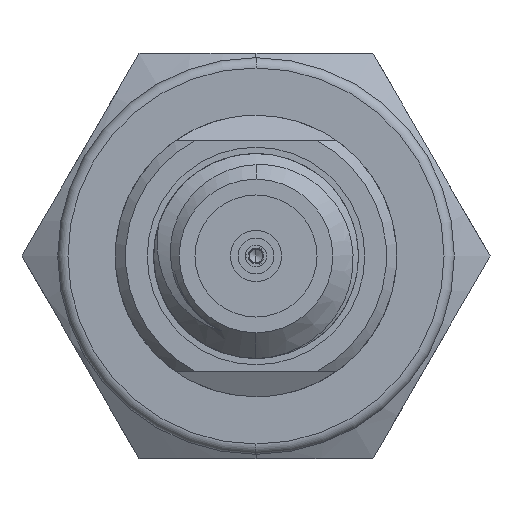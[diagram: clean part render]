
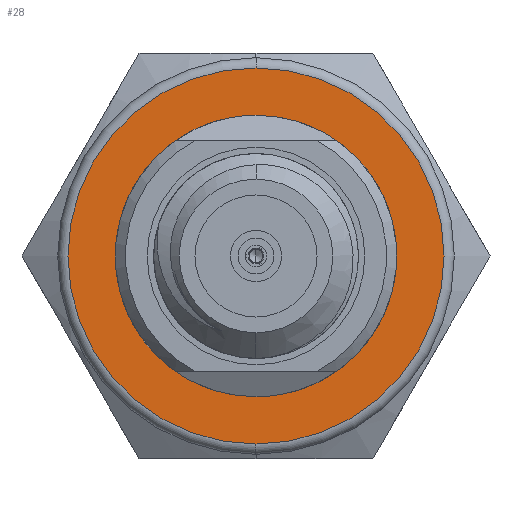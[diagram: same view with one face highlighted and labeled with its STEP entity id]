
A CAD part, left-side view. The second image highlights one B-rep face of the part: STEP entity #28.
In plain terms, the highlighted planar face has unit normal (-1, 0, 0).
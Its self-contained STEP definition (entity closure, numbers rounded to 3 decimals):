
#28 = ADVANCED_FACE ( 'NONE', ( #2526, #160 ), #3220, .F. ) ;
#160 = FACE_OUTER_BOUND ( 'NONE', #190, .T. ) ;
#190 = EDGE_LOOP ( 'NONE', ( #2214, #706 ) ) ;
#513 = CIRCLE ( 'NONE', #2321, 3.675 ) ;
#617 = ORIENTED_EDGE ( 'NONE', *, *, #2448, .F. ) ;
#706 = ORIENTED_EDGE ( 'NONE', *, *, #1102, .T. ) ;
#744 = CIRCLE ( 'NONE', #2817, 2.75 ) ;
#919 = DIRECTION ( 'NONE',  ( 1., 0., 0. ) ) ;
#970 = DIRECTION ( 'NONE',  ( 0., 0., 1. ) ) ;
#1102 = EDGE_CURVE ( 'NONE', #2788, #1745, #1104, .T. ) ;
#1104 = CIRCLE ( 'NONE', #2507, 3.675 ) ;
#1200 = CARTESIAN_POINT ( 'NONE',  ( 8.86, 0., 0. ) ) ;
#1226 = VERTEX_POINT ( 'NONE', #3218 ) ;
#1253 = DIRECTION ( 'NONE',  ( 0., 1., 0. ) ) ;
#1302 = CARTESIAN_POINT ( 'NONE',  ( 8.86, 2.75, 0. ) ) ;
#1524 = DIRECTION ( 'NONE',  ( -1., 0., 0. ) ) ;
#1588 = DIRECTION ( 'NONE',  ( -1., 0., 0. ) ) ;
#1639 = AXIS2_PLACEMENT_3D ( 'NONE', #2812, #1588, #3507 ) ;
#1684 = VERTEX_POINT ( 'NONE', #2183 ) ;
#1745 = VERTEX_POINT ( 'NONE', #1893 ) ;
#1893 = CARTESIAN_POINT ( 'NONE',  ( 8.86, 0., 3.675 ) ) ;
#2183 = CARTESIAN_POINT ( 'NONE',  ( 8.86, 0., 2.75 ) ) ;
#2214 = ORIENTED_EDGE ( 'NONE', *, *, #4607, .T. ) ;
#2302 = CARTESIAN_POINT ( 'NONE',  ( 8.86, 0., 0. ) ) ;
#2321 = AXIS2_PLACEMENT_3D ( 'NONE', #2302, #1524, #3466 ) ;
#2448 = EDGE_CURVE ( 'NONE', #1684, #1226, #3062, .T. ) ;
#2507 = AXIS2_PLACEMENT_3D ( 'NONE', #1200, #2786, #3526 ) ;
#2526 = FACE_BOUND ( 'NONE', #3794, .T. ) ;
#2786 = DIRECTION ( 'NONE',  ( -1., 0., 0. ) ) ;
#2788 = VERTEX_POINT ( 'NONE', #4602 ) ;
#2812 = CARTESIAN_POINT ( 'NONE',  ( 8.86, 0., 0. ) ) ;
#2817 = AXIS2_PLACEMENT_3D ( 'NONE', #4527, #4480, #970 ) ;
#3062 = CIRCLE ( 'NONE', #1639, 2.75 ) ;
#3218 = CARTESIAN_POINT ( 'NONE',  ( 8.86, 0., -2.75 ) ) ;
#3220 = PLANE ( 'NONE',  #4403 ) ;
#3466 = DIRECTION ( 'NONE',  ( 0., 0., 1. ) ) ;
#3507 = DIRECTION ( 'NONE',  ( 0., 0., 1. ) ) ;
#3526 = DIRECTION ( 'NONE',  ( 0., 0., 1. ) ) ;
#3790 = EDGE_CURVE ( 'NONE', #1226, #1684, #744, .T. ) ;
#3794 = EDGE_LOOP ( 'NONE', ( #617, #4376 ) ) ;
#4376 = ORIENTED_EDGE ( 'NONE', *, *, #3790, .F. ) ;
#4403 = AXIS2_PLACEMENT_3D ( 'NONE', #1302, #919, #1253 ) ;
#4480 = DIRECTION ( 'NONE',  ( -1., 0., 0. ) ) ;
#4527 = CARTESIAN_POINT ( 'NONE',  ( 8.86, 0., 0. ) ) ;
#4602 = CARTESIAN_POINT ( 'NONE',  ( 8.86, 0., -3.675 ) ) ;
#4607 = EDGE_CURVE ( 'NONE', #1745, #2788, #513, .T. ) ;
